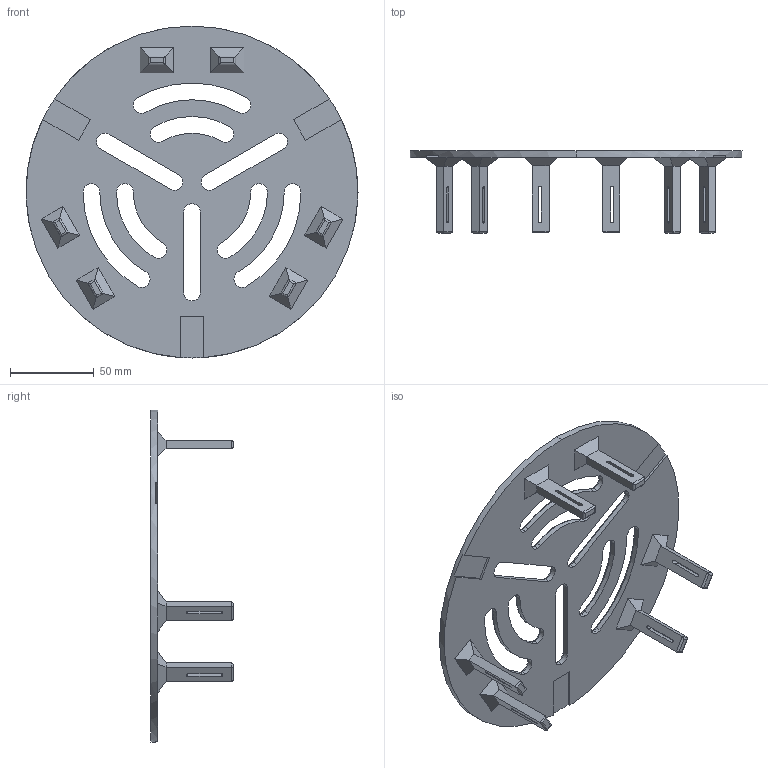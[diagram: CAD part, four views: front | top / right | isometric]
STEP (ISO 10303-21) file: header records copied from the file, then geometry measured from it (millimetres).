
FILE_DESCRIPTION (( 'STEP AP214' ), '1' );
FILE_NAME ('Component Layer.STEP', '2025-07-22T00:35:26', ( '' ), ( '' ), 'SwSTEP 2.0', 'SolidWorks 2025', '' );
FILE_SCHEMA (( 'AUTOMOTIVE_DESIGN' ));
Length unit declared in the file: millimetre
Products named in the file (1): Component Layer
Bounding box: 198 x 49 x 198 mm (x, y, z)
Volume: 115820.7 mm3; surface area: 66634 mm2
Topology: 1 solids, 1 shells, 212 faces, 528 edges, 324 vertices
Faces by surface type: plane 86, cylinder 85, torus 41
Entity records: 6358 total; most frequent: DIRECTION 1145, CARTESIAN_POINT 1137, ORIENTED_EDGE 1056, EDGE_CURVE 528, AXIS2_PLACEMENT_3D 428, VERTEX_POINT 324, LINE 289, VECTOR 289
